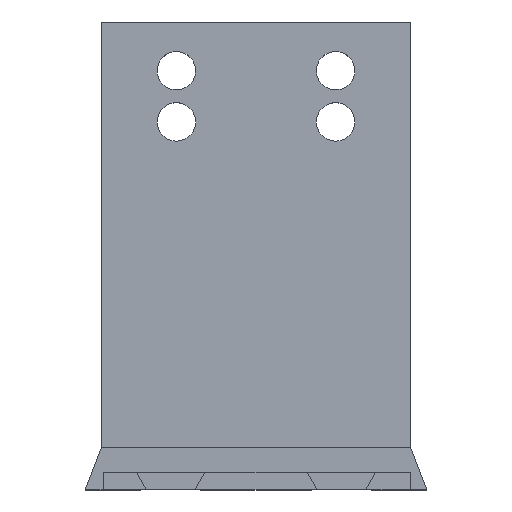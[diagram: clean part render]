
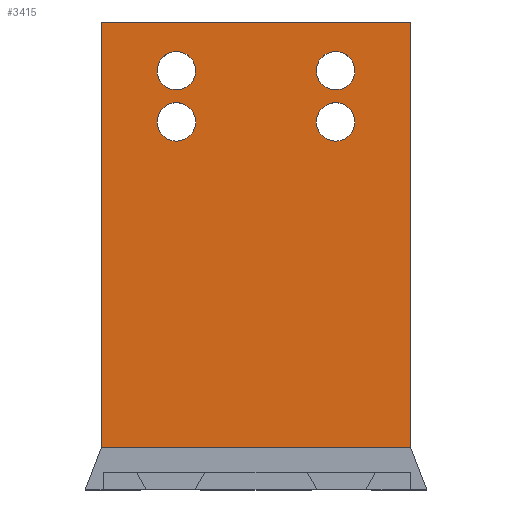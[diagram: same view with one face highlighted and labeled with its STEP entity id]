
A CAD part, top view. The second image highlights one B-rep face of the part: STEP entity #3415.
In plain terms, the highlighted planar face has unit normal (0, 0, 1).
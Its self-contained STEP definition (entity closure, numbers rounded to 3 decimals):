
#803 = VERTEX_POINT('',#804);
#804 = CARTESIAN_POINT('',(-61.7,25.5,-6.));
#818 = PLANE('',#819);
#819 = AXIS2_PLACEMENT_3D('',#820,#821,#822);
#820 = CARTESIAN_POINT('',(-25.5,25.5,-11.));
#821 = DIRECTION('',(0.,-1.,0.));
#822 = DIRECTION('',(-1.,0.,0.));
#846 = PLANE('',#847);
#847 = AXIS2_PLACEMENT_3D('',#848,#849,#850);
#848 = CARTESIAN_POINT('',(-61.7,75.3,-11.));
#849 = DIRECTION('',(1.,0.,0.));
#850 = DIRECTION('',(0.,-1.,0.));
#1965 = EDGE_CURVE('',#1966,#803,#1968,.T.);
#1966 = VERTEX_POINT('',#1967);
#1967 = CARTESIAN_POINT('',(-25.5,25.5,-6.));
#1968 = SURFACE_CURVE('',#1969,(#1973,#1980),.PCURVE_S1.);
#1969 = LINE('',#1970,#1971);
#1970 = CARTESIAN_POINT('',(-25.5,25.5,-6.));
#1971 = VECTOR('',#1972,1.);
#1972 = DIRECTION('',(-1.,0.,0.));
#1973 = PCURVE('',#818,#1974);
#1974 = DEFINITIONAL_REPRESENTATION('',(#1975),#1979);
#1975 = LINE('',#1976,#1977);
#1976 = CARTESIAN_POINT('',(0.,-5.));
#1977 = VECTOR('',#1978,1.);
#1978 = DIRECTION('',(1.,0.));
#1979 = ( GEOMETRIC_REPRESENTATION_CONTEXT(2) 
PARAMETRIC_REPRESENTATION_CONTEXT() REPRESENTATION_CONTEXT('2D SPACE',''
  ) );
#1980 = PCURVE('',#1981,#1986);
#1981 = PLANE('',#1982);
#1982 = AXIS2_PLACEMENT_3D('',#1983,#1984,#1985);
#1983 = CARTESIAN_POINT('',(-43.6,53.863,-6.));
#1984 = DIRECTION('',(0.,0.,-1.));
#1985 = DIRECTION('',(-1.,0.,0.));
#1986 = DEFINITIONAL_REPRESENTATION('',(#1987),#1991);
#1987 = LINE('',#1988,#1989);
#1988 = CARTESIAN_POINT('',(-18.1,-28.363));
#1989 = VECTOR('',#1990,1.);
#1990 = DIRECTION('',(1.,0.));
#1991 = ( GEOMETRIC_REPRESENTATION_CONTEXT(2) 
PARAMETRIC_REPRESENTATION_CONTEXT() REPRESENTATION_CONTEXT('2D SPACE',''
  ) );
#2022 = VERTEX_POINT('',#2023);
#2023 = CARTESIAN_POINT('',(-61.7,75.3,-6.));
#2037 = PLANE('',#2038);
#2038 = AXIS2_PLACEMENT_3D('',#2039,#2040,#2041);
#2039 = CARTESIAN_POINT('',(-25.5,75.3,-11.));
#2040 = DIRECTION('',(0.,-1.,0.));
#2041 = DIRECTION('',(-1.,0.,0.));
#2049 = EDGE_CURVE('',#2022,#803,#2050,.T.);
#2050 = SURFACE_CURVE('',#2051,(#2055,#2062),.PCURVE_S1.);
#2051 = LINE('',#2052,#2053);
#2052 = CARTESIAN_POINT('',(-61.7,75.3,-6.));
#2053 = VECTOR('',#2054,1.);
#2054 = DIRECTION('',(0.,-1.,0.));
#2055 = PCURVE('',#846,#2056);
#2056 = DEFINITIONAL_REPRESENTATION('',(#2057),#2061);
#2057 = LINE('',#2058,#2059);
#2058 = CARTESIAN_POINT('',(0.,-5.));
#2059 = VECTOR('',#2060,1.);
#2060 = DIRECTION('',(1.,0.));
#2061 = ( GEOMETRIC_REPRESENTATION_CONTEXT(2) 
PARAMETRIC_REPRESENTATION_CONTEXT() REPRESENTATION_CONTEXT('2D SPACE',''
  ) );
#2062 = PCURVE('',#1981,#2063);
#2063 = DEFINITIONAL_REPRESENTATION('',(#2064),#2068);
#2064 = LINE('',#2065,#2066);
#2065 = CARTESIAN_POINT('',(18.1,21.437));
#2066 = VECTOR('',#2067,1.);
#2067 = DIRECTION('',(-0.,-1.));
#2068 = ( GEOMETRIC_REPRESENTATION_CONTEXT(2) 
PARAMETRIC_REPRESENTATION_CONTEXT() REPRESENTATION_CONTEXT('2D SPACE',''
  ) );
#2561 = PLANE('',#2562);
#2562 = AXIS2_PLACEMENT_3D('',#2563,#2564,#2565);
#2563 = CARTESIAN_POINT('',(-25.5,25.5,-11.));
#2564 = DIRECTION('',(-1.,0.,0.));
#2565 = DIRECTION('',(0.,1.,0.));
#2719 = CYLINDRICAL_SURFACE('',#2720,2.25);
#2720 = AXIS2_PLACEMENT_3D('',#2721,#2722,#2723);
#2721 = CARTESIAN_POINT('',(-52.925,69.6,-11.));
#2722 = DIRECTION('',(0.,0.,-1.));
#2723 = DIRECTION('',(-1.,0.,0.));
#2750 = CYLINDRICAL_SURFACE('',#2751,2.25);
#2751 = AXIS2_PLACEMENT_3D('',#2752,#2753,#2754);
#2752 = CARTESIAN_POINT('',(-34.275,69.6,-11.));
#2753 = DIRECTION('',(0.,0.,-1.));
#2754 = DIRECTION('',(-1.,0.,0.));
#2781 = CYLINDRICAL_SURFACE('',#2782,2.25);
#2782 = AXIS2_PLACEMENT_3D('',#2783,#2784,#2785);
#2783 = CARTESIAN_POINT('',(-52.925,63.6,-11.));
#2784 = DIRECTION('',(0.,0.,-1.));
#2785 = DIRECTION('',(-1.,0.,0.));
#2812 = CYLINDRICAL_SURFACE('',#2813,2.25);
#2813 = AXIS2_PLACEMENT_3D('',#2814,#2815,#2816);
#2814 = CARTESIAN_POINT('',(-34.275,63.6,-11.));
#2815 = DIRECTION('',(0.,0.,-1.));
#2816 = DIRECTION('',(-1.,0.,0.));
#3415 = ADVANCED_FACE('',(#3416,#3464,#3490,#3516,#3542),#1981,.F.);
#3416 = FACE_BOUND('',#3417,.F.);
#3417 = EDGE_LOOP('',(#3418,#3419,#3420,#3443));
#3418 = ORIENTED_EDGE('',*,*,#1965,.T.);
#3419 = ORIENTED_EDGE('',*,*,#2049,.F.);
#3420 = ORIENTED_EDGE('',*,*,#3421,.F.);
#3421 = EDGE_CURVE('',#3422,#2022,#3424,.T.);
#3422 = VERTEX_POINT('',#3423);
#3423 = CARTESIAN_POINT('',(-25.5,75.3,-6.));
#3424 = SURFACE_CURVE('',#3425,(#3429,#3436),.PCURVE_S1.);
#3425 = LINE('',#3426,#3427);
#3426 = CARTESIAN_POINT('',(-25.5,75.3,-6.));
#3427 = VECTOR('',#3428,1.);
#3428 = DIRECTION('',(-1.,0.,0.));
#3429 = PCURVE('',#1981,#3430);
#3430 = DEFINITIONAL_REPRESENTATION('',(#3431),#3435);
#3431 = LINE('',#3432,#3433);
#3432 = CARTESIAN_POINT('',(-18.1,21.437));
#3433 = VECTOR('',#3434,1.);
#3434 = DIRECTION('',(1.,0.));
#3435 = ( GEOMETRIC_REPRESENTATION_CONTEXT(2) 
PARAMETRIC_REPRESENTATION_CONTEXT() REPRESENTATION_CONTEXT('2D SPACE',''
  ) );
#3436 = PCURVE('',#2037,#3437);
#3437 = DEFINITIONAL_REPRESENTATION('',(#3438),#3442);
#3438 = LINE('',#3439,#3440);
#3439 = CARTESIAN_POINT('',(0.,-5.));
#3440 = VECTOR('',#3441,1.);
#3441 = DIRECTION('',(1.,0.));
#3442 = ( GEOMETRIC_REPRESENTATION_CONTEXT(2) 
PARAMETRIC_REPRESENTATION_CONTEXT() REPRESENTATION_CONTEXT('2D SPACE',''
  ) );
#3443 = ORIENTED_EDGE('',*,*,#3444,.F.);
#3444 = EDGE_CURVE('',#1966,#3422,#3445,.T.);
#3445 = SURFACE_CURVE('',#3446,(#3450,#3457),.PCURVE_S1.);
#3446 = LINE('',#3447,#3448);
#3447 = CARTESIAN_POINT('',(-25.5,25.5,-6.));
#3448 = VECTOR('',#3449,1.);
#3449 = DIRECTION('',(0.,1.,0.));
#3450 = PCURVE('',#1981,#3451);
#3451 = DEFINITIONAL_REPRESENTATION('',(#3452),#3456);
#3452 = LINE('',#3453,#3454);
#3453 = CARTESIAN_POINT('',(-18.1,-28.363));
#3454 = VECTOR('',#3455,1.);
#3455 = DIRECTION('',(0.,1.));
#3456 = ( GEOMETRIC_REPRESENTATION_CONTEXT(2) 
PARAMETRIC_REPRESENTATION_CONTEXT() REPRESENTATION_CONTEXT('2D SPACE',''
  ) );
#3457 = PCURVE('',#2561,#3458);
#3458 = DEFINITIONAL_REPRESENTATION('',(#3459),#3463);
#3459 = LINE('',#3460,#3461);
#3460 = CARTESIAN_POINT('',(0.,-5.));
#3461 = VECTOR('',#3462,1.);
#3462 = DIRECTION('',(1.,0.));
#3463 = ( GEOMETRIC_REPRESENTATION_CONTEXT(2) 
PARAMETRIC_REPRESENTATION_CONTEXT() REPRESENTATION_CONTEXT('2D SPACE',''
  ) );
#3464 = FACE_BOUND('',#3465,.T.);
#3465 = EDGE_LOOP('',(#3466));
#3466 = ORIENTED_EDGE('',*,*,#3467,.T.);
#3467 = EDGE_CURVE('',#3468,#3468,#3470,.T.);
#3468 = VERTEX_POINT('',#3469);
#3469 = CARTESIAN_POINT('',(-55.175,69.6,-6.));
#3470 = SURFACE_CURVE('',#3471,(#3476,#3483),.PCURVE_S1.);
#3471 = CIRCLE('',#3472,2.25);
#3472 = AXIS2_PLACEMENT_3D('',#3473,#3474,#3475);
#3473 = CARTESIAN_POINT('',(-52.925,69.6,-6.));
#3474 = DIRECTION('',(0.,0.,-1.));
#3475 = DIRECTION('',(-1.,0.,0.));
#3476 = PCURVE('',#1981,#3477);
#3477 = DEFINITIONAL_REPRESENTATION('',(#3478),#3482);
#3478 = CIRCLE('',#3479,2.25);
#3479 = AXIS2_PLACEMENT_2D('',#3480,#3481);
#3480 = CARTESIAN_POINT('',(9.325,15.737));
#3481 = DIRECTION('',(1.,0.));
#3482 = ( GEOMETRIC_REPRESENTATION_CONTEXT(2) 
PARAMETRIC_REPRESENTATION_CONTEXT() REPRESENTATION_CONTEXT('2D SPACE',''
  ) );
#3483 = PCURVE('',#2719,#3484);
#3484 = DEFINITIONAL_REPRESENTATION('',(#3485),#3489);
#3485 = LINE('',#3486,#3487);
#3486 = CARTESIAN_POINT('',(0.,-5.));
#3487 = VECTOR('',#3488,1.);
#3488 = DIRECTION('',(1.,0.));
#3489 = ( GEOMETRIC_REPRESENTATION_CONTEXT(2) 
PARAMETRIC_REPRESENTATION_CONTEXT() REPRESENTATION_CONTEXT('2D SPACE',''
  ) );
#3490 = FACE_BOUND('',#3491,.T.);
#3491 = EDGE_LOOP('',(#3492));
#3492 = ORIENTED_EDGE('',*,*,#3493,.T.);
#3493 = EDGE_CURVE('',#3494,#3494,#3496,.T.);
#3494 = VERTEX_POINT('',#3495);
#3495 = CARTESIAN_POINT('',(-36.525,69.6,-6.));
#3496 = SURFACE_CURVE('',#3497,(#3502,#3509),.PCURVE_S1.);
#3497 = CIRCLE('',#3498,2.25);
#3498 = AXIS2_PLACEMENT_3D('',#3499,#3500,#3501);
#3499 = CARTESIAN_POINT('',(-34.275,69.6,-6.));
#3500 = DIRECTION('',(0.,0.,-1.));
#3501 = DIRECTION('',(-1.,0.,0.));
#3502 = PCURVE('',#1981,#3503);
#3503 = DEFINITIONAL_REPRESENTATION('',(#3504),#3508);
#3504 = CIRCLE('',#3505,2.25);
#3505 = AXIS2_PLACEMENT_2D('',#3506,#3507);
#3506 = CARTESIAN_POINT('',(-9.325,15.737));
#3507 = DIRECTION('',(1.,0.));
#3508 = ( GEOMETRIC_REPRESENTATION_CONTEXT(2) 
PARAMETRIC_REPRESENTATION_CONTEXT() REPRESENTATION_CONTEXT('2D SPACE',''
  ) );
#3509 = PCURVE('',#2750,#3510);
#3510 = DEFINITIONAL_REPRESENTATION('',(#3511),#3515);
#3511 = LINE('',#3512,#3513);
#3512 = CARTESIAN_POINT('',(0.,-5.));
#3513 = VECTOR('',#3514,1.);
#3514 = DIRECTION('',(1.,0.));
#3515 = ( GEOMETRIC_REPRESENTATION_CONTEXT(2) 
PARAMETRIC_REPRESENTATION_CONTEXT() REPRESENTATION_CONTEXT('2D SPACE',''
  ) );
#3516 = FACE_BOUND('',#3517,.T.);
#3517 = EDGE_LOOP('',(#3518));
#3518 = ORIENTED_EDGE('',*,*,#3519,.T.);
#3519 = EDGE_CURVE('',#3520,#3520,#3522,.T.);
#3520 = VERTEX_POINT('',#3521);
#3521 = CARTESIAN_POINT('',(-55.175,63.6,-6.));
#3522 = SURFACE_CURVE('',#3523,(#3528,#3535),.PCURVE_S1.);
#3523 = CIRCLE('',#3524,2.25);
#3524 = AXIS2_PLACEMENT_3D('',#3525,#3526,#3527);
#3525 = CARTESIAN_POINT('',(-52.925,63.6,-6.));
#3526 = DIRECTION('',(0.,0.,-1.));
#3527 = DIRECTION('',(-1.,0.,0.));
#3528 = PCURVE('',#1981,#3529);
#3529 = DEFINITIONAL_REPRESENTATION('',(#3530),#3534);
#3530 = CIRCLE('',#3531,2.25);
#3531 = AXIS2_PLACEMENT_2D('',#3532,#3533);
#3532 = CARTESIAN_POINT('',(9.325,9.737));
#3533 = DIRECTION('',(1.,0.));
#3534 = ( GEOMETRIC_REPRESENTATION_CONTEXT(2) 
PARAMETRIC_REPRESENTATION_CONTEXT() REPRESENTATION_CONTEXT('2D SPACE',''
  ) );
#3535 = PCURVE('',#2781,#3536);
#3536 = DEFINITIONAL_REPRESENTATION('',(#3537),#3541);
#3537 = LINE('',#3538,#3539);
#3538 = CARTESIAN_POINT('',(0.,-5.));
#3539 = VECTOR('',#3540,1.);
#3540 = DIRECTION('',(1.,0.));
#3541 = ( GEOMETRIC_REPRESENTATION_CONTEXT(2) 
PARAMETRIC_REPRESENTATION_CONTEXT() REPRESENTATION_CONTEXT('2D SPACE',''
  ) );
#3542 = FACE_BOUND('',#3543,.T.);
#3543 = EDGE_LOOP('',(#3544));
#3544 = ORIENTED_EDGE('',*,*,#3545,.T.);
#3545 = EDGE_CURVE('',#3546,#3546,#3548,.T.);
#3546 = VERTEX_POINT('',#3547);
#3547 = CARTESIAN_POINT('',(-36.525,63.6,-6.));
#3548 = SURFACE_CURVE('',#3549,(#3554,#3561),.PCURVE_S1.);
#3549 = CIRCLE('',#3550,2.25);
#3550 = AXIS2_PLACEMENT_3D('',#3551,#3552,#3553);
#3551 = CARTESIAN_POINT('',(-34.275,63.6,-6.));
#3552 = DIRECTION('',(0.,0.,-1.));
#3553 = DIRECTION('',(-1.,0.,0.));
#3554 = PCURVE('',#1981,#3555);
#3555 = DEFINITIONAL_REPRESENTATION('',(#3556),#3560);
#3556 = CIRCLE('',#3557,2.25);
#3557 = AXIS2_PLACEMENT_2D('',#3558,#3559);
#3558 = CARTESIAN_POINT('',(-9.325,9.737));
#3559 = DIRECTION('',(1.,0.));
#3560 = ( GEOMETRIC_REPRESENTATION_CONTEXT(2) 
PARAMETRIC_REPRESENTATION_CONTEXT() REPRESENTATION_CONTEXT('2D SPACE',''
  ) );
#3561 = PCURVE('',#2812,#3562);
#3562 = DEFINITIONAL_REPRESENTATION('',(#3563),#3567);
#3563 = LINE('',#3564,#3565);
#3564 = CARTESIAN_POINT('',(0.,-5.));
#3565 = VECTOR('',#3566,1.);
#3566 = DIRECTION('',(1.,0.));
#3567 = ( GEOMETRIC_REPRESENTATION_CONTEXT(2) 
PARAMETRIC_REPRESENTATION_CONTEXT() REPRESENTATION_CONTEXT('2D SPACE',''
  ) );
